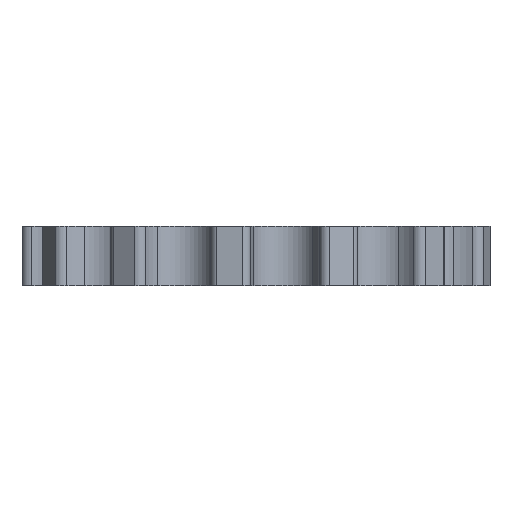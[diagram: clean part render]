
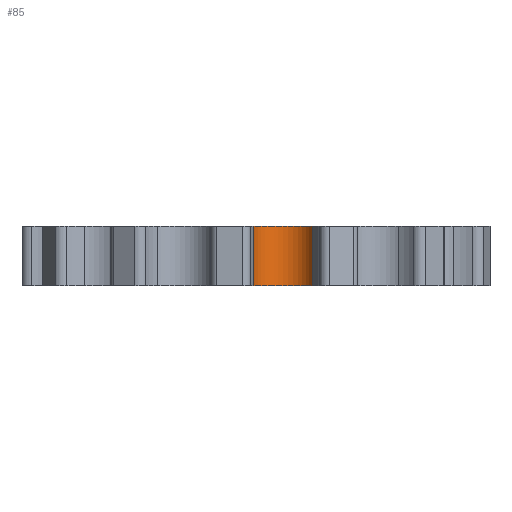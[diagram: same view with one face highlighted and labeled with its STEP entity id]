
A CAD part, front view. The second image highlights one B-rep face of the part: STEP entity #85.
In plain terms, the highlighted free-form (B-spline) face has degree [2, 1] with [5, 2] control points.
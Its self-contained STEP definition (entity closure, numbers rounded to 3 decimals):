
#85=ADVANCED_FACE('',(#165),#1419,.T.);
#165=FACE_OUTER_BOUND('',#245,.T.);
#245=EDGE_LOOP('',(#508,#509,#510,#511));
#508=ORIENTED_EDGE('',*,*,#916,.T.);
#509=ORIENTED_EDGE('',*,*,#917,.T.);
#510=ORIENTED_EDGE('',*,*,#918,.F.);
#511=ORIENTED_EDGE('',*,*,#914,.F.);
#914=EDGE_CURVE('',#1322,#1323,#1148,.T.);
#916=EDGE_CURVE('',#1322,#1324,#1150,.T.);
#917=EDGE_CURVE('',#1324,#1325,#1151,.T.);
#918=EDGE_CURVE('',#1323,#1325,#1152,.T.);
#1148=(
BOUNDED_CURVE()
B_SPLINE_CURVE(1,(#2669,#2670),.UNSPECIFIED.,.F.,.F.)
B_SPLINE_CURVE_WITH_KNOTS((2,2),(0.,1.),.UNSPECIFIED.)
CURVE()
GEOMETRIC_REPRESENTATION_ITEM()
RATIONAL_B_SPLINE_CURVE((1.,1.))
REPRESENTATION_ITEM('')
);
#1150=(
BOUNDED_CURVE()
B_SPLINE_CURVE(2,(#2674,#2675,#2676,#2677,#2678),.UNSPECIFIED.,.F.,.F.)
B_SPLINE_CURVE_WITH_KNOTS((3,2,3),(-43.419,-42.804,-42.19),
 .UNSPECIFIED.)
CURVE()
GEOMETRIC_REPRESENTATION_ITEM()
RATIONAL_B_SPLINE_CURVE((1.,0.851,1.,0.851,1.))
REPRESENTATION_ITEM('')
);
#1151=(
BOUNDED_CURVE()
B_SPLINE_CURVE(1,(#2679,#2680),.UNSPECIFIED.,.F.,.F.)
B_SPLINE_CURVE_WITH_KNOTS((2,2),(0.,1.),.UNSPECIFIED.)
CURVE()
GEOMETRIC_REPRESENTATION_ITEM()
RATIONAL_B_SPLINE_CURVE((1.,1.))
REPRESENTATION_ITEM('')
);
#1152=(
BOUNDED_CURVE()
B_SPLINE_CURVE(2,(#2681,#2682,#2683,#2684,#2685),.UNSPECIFIED.,.F.,.F.)
B_SPLINE_CURVE_WITH_KNOTS((3,2,3),(-43.419,-42.804,-42.19),
 .UNSPECIFIED.)
CURVE()
GEOMETRIC_REPRESENTATION_ITEM()
RATIONAL_B_SPLINE_CURVE((1.,0.851,1.,0.851,1.))
REPRESENTATION_ITEM('')
);
#1322=VERTEX_POINT('',#2110);
#1323=VERTEX_POINT('',#2111);
#1324=VERTEX_POINT('',#2112);
#1325=VERTEX_POINT('',#2113);
#1419=(
BOUNDED_SURFACE()
B_SPLINE_SURFACE(2,1,((#1872,#1873),(#1874,#1875),(#1876,#1877),(#1878,
#1879),(#1880,#1881)),.UNSPECIFIED.,.F.,.F.,.F.)
B_SPLINE_SURFACE_WITH_KNOTS((3,2,3),(2,2),(-43.419,-42.804,
-42.19),(0.,1.),.UNSPECIFIED.)
GEOMETRIC_REPRESENTATION_ITEM()
RATIONAL_B_SPLINE_SURFACE(((1.,1.),(0.851,0.851),
(1.,1.),(0.851,0.851),(1.,1.)))
REPRESENTATION_ITEM('')
SURFACE()
);
#1872=CARTESIAN_POINT('',(-0.079,-3.466,0.));
#1873=CARTESIAN_POINT('',(-0.079,-3.466,1.));
#1874=CARTESIAN_POINT('',(0.036,-3.143,0.));
#1875=CARTESIAN_POINT('',(0.036,-3.143,1.));
#1876=CARTESIAN_POINT('',(0.377,-3.101,0.));
#1877=CARTESIAN_POINT('',(0.377,-3.101,1.));
#1878=CARTESIAN_POINT('',(0.717,-3.06,0.));
#1879=CARTESIAN_POINT('',(0.717,-3.06,1.));
#1880=CARTESIAN_POINT('',(0.906,-3.346,0.));
#1881=CARTESIAN_POINT('',(0.906,-3.346,1.));
#2110=CARTESIAN_POINT('',(-0.079,-3.466,0.));
#2111=CARTESIAN_POINT('',(-0.079,-3.466,1.));
#2112=CARTESIAN_POINT('',(0.906,-3.346,0.));
#2113=CARTESIAN_POINT('',(0.906,-3.346,1.));
#2669=CARTESIAN_POINT('',(-0.079,-3.466,0.));
#2670=CARTESIAN_POINT('',(-0.079,-3.466,1.));
#2674=CARTESIAN_POINT('',(-0.079,-3.466,0.));
#2675=CARTESIAN_POINT('',(0.036,-3.143,0.));
#2676=CARTESIAN_POINT('',(0.377,-3.101,0.));
#2677=CARTESIAN_POINT('',(0.717,-3.06,0.));
#2678=CARTESIAN_POINT('',(0.906,-3.346,0.));
#2679=CARTESIAN_POINT('',(0.906,-3.346,0.));
#2680=CARTESIAN_POINT('',(0.906,-3.346,1.));
#2681=CARTESIAN_POINT('',(-0.079,-3.466,1.));
#2682=CARTESIAN_POINT('',(0.036,-3.143,1.));
#2683=CARTESIAN_POINT('',(0.377,-3.101,1.));
#2684=CARTESIAN_POINT('',(0.717,-3.06,1.));
#2685=CARTESIAN_POINT('',(0.906,-3.346,1.));
